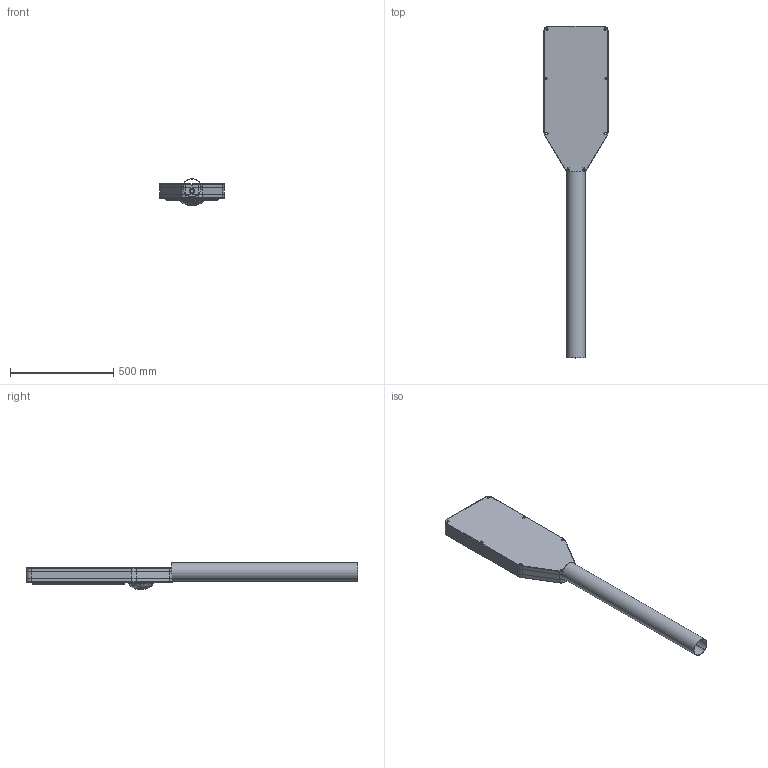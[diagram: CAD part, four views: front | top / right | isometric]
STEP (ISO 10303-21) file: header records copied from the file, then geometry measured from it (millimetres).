
FILE_DESCRIPTION(/* description */ (''),/* implementation_level */ '2;1');
FILE_NAME(/* name */ 'GameController.step',/* time_stamp */ '2022-03-18T09:03:34+01:00',/* author */ (''),/* organization */ (''),/* preprocessor_version */ 'ST-DEVELOPER v18.1',/* originating_system */ 'Autodesk Translation Framework v10.13.0.1454',/* authorisation */ '');
FILE_SCHEMA (('AUTOMOTIVE_DESIGN { 1 0 10303 214 3 1 1 }'));
Length unit declared in the file: millimetre
Products named in the file (24): GC simplified v16; Thin SAT - simplified v4; RIBS_FRAME; LABLE37; Diode 1; Diode 4; Diode 5; Diode 6; Diode 7; Diode 8; Diode 9; Diode 10; Diode 11; Diode 12; Diode 13; Diode 14; Diode 15; Diode 16; ITM X - HPL front; ITM X - POM mid; ITM X - HPL back; ITM X - Front frame: Screen; ITM X - LED Adafruit 64X32; Rør
Assembly tree (23 placements, depth 3):
  GC simplified v16
    Thin SAT - simplified v4
      RIBS_FRAME
      LABLE37
      Diode 1
      Diode 4
      Diode 5
      Diode 6
      Diode 7
      Diode 8
      Diode 9
      Diode 10
      Diode 11
      Diode 12
      Diode 13
      Diode 14
      Diode 15
      Diode 16
    ITM X - HPL front
    ITM X - POM mid
    ITM X - HPL back
    ITM X - Front frame: Screen
    ITM X - LED Adafruit 64X32
    Rør
Bounding box: 313 x 1608 x 128.79 mm (x, y, z)
Volume: 7145406 mm3; surface area: 1884778.8 mm2
Topology: 10 solids, 28 shells, 1669 faces, 4526 edges, 2905 vertices
Faces by surface type: plane 655, cylinder 448, bspline 355, cone 139, torus 70, sphere 2
Full cylindrical faces by diameter (mm): 1.6 x1, 2 x55, 2.496 x1, 2.5 x8, 3 x12, 3.5 x24, 4.5 x8, 5.5 x24, 8.5 x24, 25.5 x1, 37 x1, 37.3 x1, 39.8 x1, 47 x1, 54 x1, 56 x1, 88.9 x1, 123.955 x1, 125 x1
Entity records: 77345 total; most frequent: CARTESIAN_POINT 35438, ORIENTED_EDGE 8728, DIRECTION 8234, EDGE_CURVE 4526, AXIS2_PLACEMENT_3D 3061, VERTEX_POINT 2905, LINE 2112, VECTOR 2112
